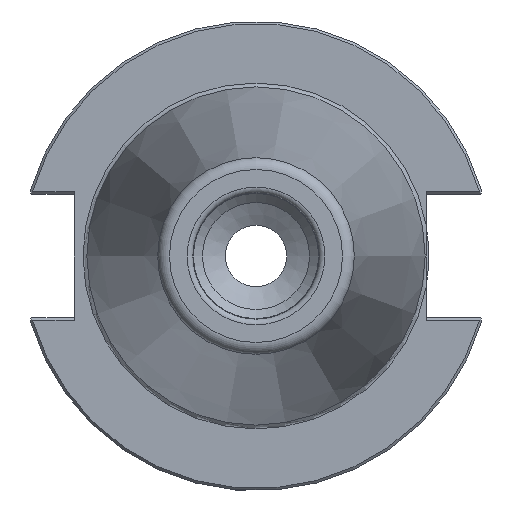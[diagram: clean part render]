
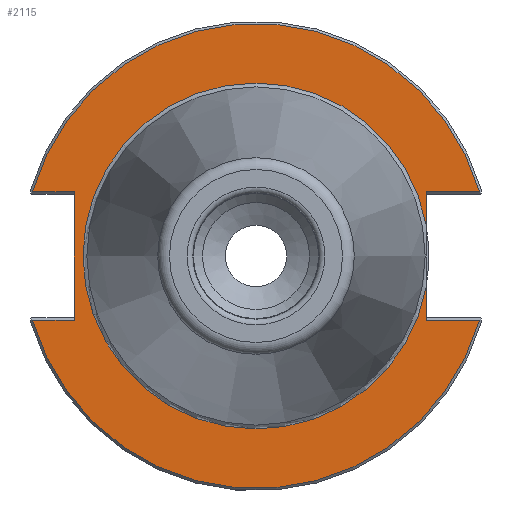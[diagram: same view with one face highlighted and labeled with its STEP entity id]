
A CAD part, left-side view. The second image highlights one B-rep face of the part: STEP entity #2115.
In plain terms, the highlighted planar face has unit normal (-1, 0, 0).
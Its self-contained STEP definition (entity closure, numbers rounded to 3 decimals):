
#90=PLANE('',#2301);
#171=LINE('',#3416,#277);
#179=LINE('',#3458,#285);
#180=LINE('',#3463,#286);
#181=LINE('',#3465,#287);
#182=LINE('',#3466,#288);
#183=LINE('',#3468,#289);
#184=LINE('',#3473,#290);
#277=VECTOR('',#2677,10.);
#285=VECTOR('',#2699,10.);
#286=VECTOR('',#2704,10.);
#287=VECTOR('',#2705,10.);
#288=VECTOR('',#2706,10.);
#289=VECTOR('',#2707,10.);
#290=VECTOR('',#2712,10.);
#412=FACE_OUTER_BOUND('',#529,.T.);
#529=EDGE_LOOP('',(#1550,#1551,#1552,#1553,#1554,#1555,#1556,#1557,#1558,
#1559,#1560));
#681=CIRCLE('',#2299,48.25);
#682=CIRCLE('',#2302,48.25);
#683=CIRCLE('',#2303,35.9);
#684=CIRCLE('',#2304,35.9);
#870=VERTEX_POINT('',#3411);
#871=VERTEX_POINT('',#3415);
#879=VERTEX_POINT('',#3440);
#880=VERTEX_POINT('',#3444);
#883=VERTEX_POINT('',#3456);
#884=VERTEX_POINT('',#3460);
#885=VERTEX_POINT('',#3462);
#886=VERTEX_POINT('',#3464);
#887=VERTEX_POINT('',#3467);
#888=VERTEX_POINT('',#3469);
#889=VERTEX_POINT('',#3471);
#1128=EDGE_CURVE('',#870,#871,#171,.T.);
#1139=EDGE_CURVE('',#879,#880,#681,.T.);
#1144=EDGE_CURVE('',#883,#879,#179,.T.);
#1145=EDGE_CURVE('',#884,#870,#682,.T.);
#1146=EDGE_CURVE('',#885,#884,#180,.T.);
#1147=EDGE_CURVE('',#885,#886,#181,.T.);
#1148=EDGE_CURVE('',#880,#886,#182,.T.);
#1149=EDGE_CURVE('',#883,#887,#183,.T.);
#1150=EDGE_CURVE('',#887,#888,#683,.T.);
#1151=EDGE_CURVE('',#888,#889,#684,.T.);
#1152=EDGE_CURVE('',#889,#871,#184,.T.);
#1550=ORIENTED_EDGE('',*,*,#1128,.F.);
#1551=ORIENTED_EDGE('',*,*,#1145,.F.);
#1552=ORIENTED_EDGE('',*,*,#1146,.F.);
#1553=ORIENTED_EDGE('',*,*,#1147,.T.);
#1554=ORIENTED_EDGE('',*,*,#1148,.F.);
#1555=ORIENTED_EDGE('',*,*,#1139,.F.);
#1556=ORIENTED_EDGE('',*,*,#1144,.F.);
#1557=ORIENTED_EDGE('',*,*,#1149,.T.);
#1558=ORIENTED_EDGE('',*,*,#1150,.T.);
#1559=ORIENTED_EDGE('',*,*,#1151,.T.);
#1560=ORIENTED_EDGE('',*,*,#1152,.T.);
#2115=ADVANCED_FACE('',(#412),#90,.T.);
#2299=AXIS2_PLACEMENT_3D('',#3445,#2693,#2694);
#2301=AXIS2_PLACEMENT_3D('',#3459,#2700,#2701);
#2302=AXIS2_PLACEMENT_3D('',#3461,#2702,#2703);
#2303=AXIS2_PLACEMENT_3D('',#3470,#2708,#2709);
#2304=AXIS2_PLACEMENT_3D('',#3472,#2710,#2711);
#2677=DIRECTION('',(0.,1.,0.));
#2693=DIRECTION('center_axis',(1.,0.,0.));
#2694=DIRECTION('ref_axis',(0.,0.,-1.));
#2699=DIRECTION('',(0.,-1.,0.));
#2700=DIRECTION('center_axis',(-1.,0.,0.));
#2701=DIRECTION('ref_axis',(0.,0.,1.));
#2702=DIRECTION('center_axis',(1.,0.,0.));
#2703=DIRECTION('ref_axis',(0.,0.,-1.));
#2704=DIRECTION('',(0.,1.,0.));
#2705=DIRECTION('',(0.,0.,-1.));
#2706=DIRECTION('',(0.,-1.,0.));
#2707=DIRECTION('',(0.,0.,1.));
#2708=DIRECTION('center_axis',(1.,0.,0.));
#2709=DIRECTION('ref_axis',(0.,0.,-1.));
#2710=DIRECTION('center_axis',(1.,0.,0.));
#2711=DIRECTION('ref_axis',(0.,0.,-1.));
#2712=DIRECTION('',(0.,0.,1.));
#3411=CARTESIAN_POINT('',(3.175,-46.373,13.325));
#3415=CARTESIAN_POINT('',(3.175,-35.3,13.325));
#3416=CARTESIAN_POINT('',(3.175,6.475,13.325));
#3440=CARTESIAN_POINT('',(3.175,-46.373,-13.325));
#3444=CARTESIAN_POINT('',(3.175,46.373,-13.325));
#3445=CARTESIAN_POINT('Origin',(3.175,0.,
0.));
#3456=CARTESIAN_POINT('',(3.175,-35.3,-13.325));
#3458=CARTESIAN_POINT('',(3.175,-13.707,-13.325));
#3459=CARTESIAN_POINT('Origin',(3.175,48.25,0.));
#3460=CARTESIAN_POINT('',(3.175,46.373,13.325));
#3461=CARTESIAN_POINT('Origin',(3.175,0.,
0.));
#3462=CARTESIAN_POINT('',(3.175,37.7,13.325));
#3463=CARTESIAN_POINT('',(3.175,61.395,13.325));
#3464=CARTESIAN_POINT('',(3.175,37.7,-13.325));
#3465=CARTESIAN_POINT('',(3.175,37.7,6.413));
#3466=CARTESIAN_POINT('',(3.175,42.975,-13.325));
#3467=CARTESIAN_POINT('',(3.175,-35.3,-6.536));
#3468=CARTESIAN_POINT('',(3.175,-35.3,-6.413));
#3469=CARTESIAN_POINT('',(3.175,0.,35.9));
#3470=CARTESIAN_POINT('Origin',(3.175,0.,
0.));
#3471=CARTESIAN_POINT('',(3.175,-35.3,6.536));
#3472=CARTESIAN_POINT('Origin',(3.175,0.,
0.));
#3473=CARTESIAN_POINT('',(3.175,-35.3,-6.413));
